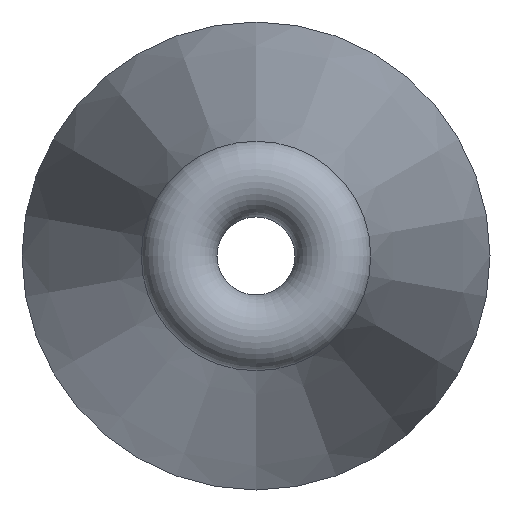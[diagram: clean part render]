
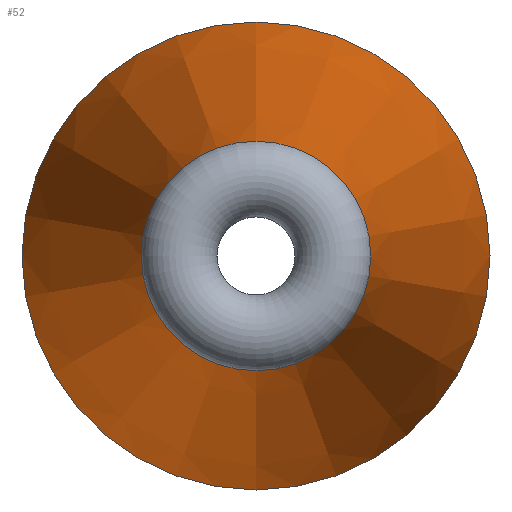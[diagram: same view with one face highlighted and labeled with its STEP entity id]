
A CAD part, left-side view. The second image highlights one B-rep face of the part: STEP entity #52.
In plain terms, the highlighted conical face has half-angle 10 degrees and reference radius 4.671 mm.
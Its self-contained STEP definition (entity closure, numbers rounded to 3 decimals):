
#42=CONICAL_SURFACE('',#133,4.671,10.);
#52=ADVANCED_FACE('',(#68,#69),#42,.T.);
#68=FACE_BOUND('',#82,.T.);
#69=FACE_BOUND('',#83,.T.);
#82=EDGE_LOOP('',(#96));
#83=EDGE_LOOP('',(#97));
#96=ORIENTED_EDGE('',*,*,#106,.F.);
#97=ORIENTED_EDGE('',*,*,#111,.T.);
#99=VERTEX_POINT('',#168);
#104=VERTEX_POINT('',#183);
#106=EDGE_CURVE('',#99,#99,#113,.T.);
#111=EDGE_CURVE('',#104,#104,#118,.T.);
#113=CIRCLE('',#121,9.525);
#118=CIRCLE('',#131,4.671);
#121=AXIS2_PLACEMENT_3D('',#167,#138,#139);
#131=AXIS2_PLACEMENT_3D('',#182,#158,#159);
#133=AXIS2_PLACEMENT_3D('',#185,#162,#163);
#138=DIRECTION('',(1.,0.,0.));
#139=DIRECTION('',(0.,0.,-1.));
#158=DIRECTION('',(1.,0.,0.));
#159=DIRECTION('',(0.,0.,-1.));
#162=DIRECTION('',(1.,0.,0.));
#163=DIRECTION('',(0.,0.,-1.));
#167=CARTESIAN_POINT('',(-19.79,0.,0.));
#168=CARTESIAN_POINT('',(-19.79,0.,-9.525));
#182=CARTESIAN_POINT('',(-47.316,0.,0.));
#183=CARTESIAN_POINT('',(-47.316,0.,-4.671));
#185=CARTESIAN_POINT('',(-47.316,0.,0.));
